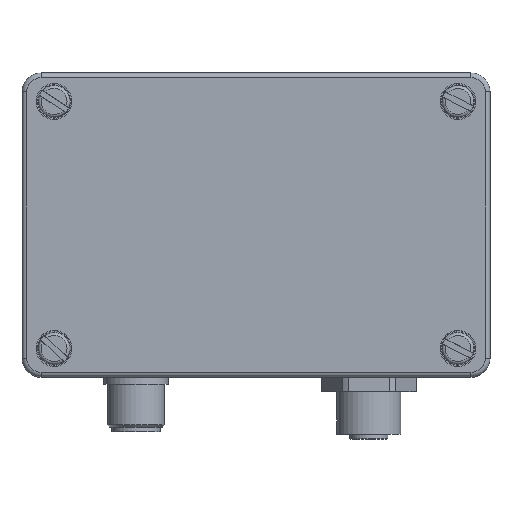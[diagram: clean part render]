
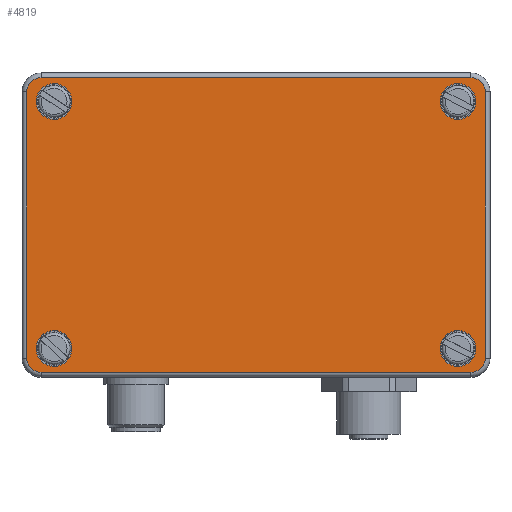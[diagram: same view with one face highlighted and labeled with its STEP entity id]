
A CAD part, top view. The second image highlights one B-rep face of the part: STEP entity #4819.
In plain terms, the highlighted planar face has unit normal (0, 0, 1).
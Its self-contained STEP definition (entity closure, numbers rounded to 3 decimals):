
#155=LINE('',#7795,#469);
#157=LINE('',#7815,#471);
#160=LINE('',#7822,#474);
#162=LINE('',#7837,#476);
#469=VECTOR('',#6149,10.);
#471=VECTOR('',#6173,10.);
#474=VECTOR('',#6180,10.);
#476=VECTOR('',#6200,10.);
#845=FACE_BOUND('',#1290,.T.);
#846=FACE_BOUND('',#1291,.T.);
#847=FACE_BOUND('',#1292,.T.);
#848=FACE_BOUND('',#1293,.T.);
#987=FACE_OUTER_BOUND('',#1289,.T.);
#1289=EDGE_LOOP('',(#3385,#3386,#3387,#3388,#3389,#3390,#3391,#3392));
#1290=EDGE_LOOP('',(#3393));
#1291=EDGE_LOOP('',(#3394));
#1292=EDGE_LOOP('',(#3395));
#1293=EDGE_LOOP('',(#3396));
#1612=CIRCLE('',#5213,3.75);
#1614=CIRCLE('',#5217,3.75);
#1616=CIRCLE('',#5221,3.75);
#1619=CIRCLE('',#5226,3.75);
#1624=CIRCLE('',#5234,3.);
#1628=CIRCLE('',#5239,3.);
#1632=CIRCLE('',#5246,3.);
#1636=CIRCLE('',#5251,3.);
#1988=VERTEX_POINT('',#7761);
#1990=VERTEX_POINT('',#7768);
#1992=VERTEX_POINT('',#7775);
#1995=VERTEX_POINT('',#7784);
#1998=VERTEX_POINT('',#7792);
#1999=VERTEX_POINT('',#7794);
#2002=VERTEX_POINT('',#7801);
#2003=VERTEX_POINT('',#7806);
#2006=VERTEX_POINT('',#7813);
#2007=VERTEX_POINT('',#7818);
#2010=VERTEX_POINT('',#7825);
#2011=VERTEX_POINT('',#7830);
#2496=EDGE_CURVE('',#1988,#1988,#1612,.T.);
#2499=EDGE_CURVE('',#1990,#1990,#1614,.T.);
#2502=EDGE_CURVE('',#1992,#1992,#1616,.T.);
#2506=EDGE_CURVE('',#1995,#1995,#1619,.T.);
#2510=EDGE_CURVE('',#1998,#1999,#155,.T.);
#2514=EDGE_CURVE('',#2002,#1998,#1624,.T.);
#2518=EDGE_CURVE('',#1999,#2003,#1628,.T.);
#2520=EDGE_CURVE('',#2006,#2002,#157,.T.);
#2524=EDGE_CURVE('',#2003,#2007,#160,.T.);
#2526=EDGE_CURVE('',#2010,#2006,#1632,.T.);
#2530=EDGE_CURVE('',#2007,#2011,#1636,.T.);
#2532=EDGE_CURVE('',#2011,#2010,#162,.T.);
#3385=ORIENTED_EDGE('',*,*,#2510,.F.);
#3386=ORIENTED_EDGE('',*,*,#2514,.F.);
#3387=ORIENTED_EDGE('',*,*,#2520,.F.);
#3388=ORIENTED_EDGE('',*,*,#2526,.F.);
#3389=ORIENTED_EDGE('',*,*,#2532,.F.);
#3390=ORIENTED_EDGE('',*,*,#2530,.F.);
#3391=ORIENTED_EDGE('',*,*,#2524,.F.);
#3392=ORIENTED_EDGE('',*,*,#2518,.F.);
#3393=ORIENTED_EDGE('',*,*,#2496,.T.);
#3394=ORIENTED_EDGE('',*,*,#2499,.T.);
#3395=ORIENTED_EDGE('',*,*,#2502,.T.);
#3396=ORIENTED_EDGE('',*,*,#2506,.T.);
#4351=PLANE('',#5253);
#4819=ADVANCED_FACE('',(#987,#845,#846,#847,#848),#4351,.T.);
#5213=AXIS2_PLACEMENT_3D('',#7762,#6109,#6110);
#5217=AXIS2_PLACEMENT_3D('',#7769,#6118,#6119);
#5221=AXIS2_PLACEMENT_3D('',#7776,#6127,#6128);
#5226=AXIS2_PLACEMENT_3D('',#7785,#6138,#6139);
#5234=AXIS2_PLACEMENT_3D('',#7803,#6157,#6158);
#5239=AXIS2_PLACEMENT_3D('',#7810,#6167,#6168);
#5246=AXIS2_PLACEMENT_3D('',#7827,#6185,#6186);
#5251=AXIS2_PLACEMENT_3D('',#7834,#6195,#6196);
#5253=AXIS2_PLACEMENT_3D('',#7838,#6201,#6202);
#6109=DIRECTION('center_axis',(0.,0.,
-1.));
#6110=DIRECTION('ref_axis',(1.,0.,0.));
#6118=DIRECTION('center_axis',(0.,0.,
-1.));
#6119=DIRECTION('ref_axis',(1.,0.,0.));
#6127=DIRECTION('center_axis',(0.,0.,
-1.));
#6128=DIRECTION('ref_axis',(1.,0.,0.));
#6138=DIRECTION('center_axis',(0.,0.,
-1.));
#6139=DIRECTION('ref_axis',(1.,0.,0.));
#6149=DIRECTION('',(1.,0.,0.));
#6157=DIRECTION('center_axis',(0.,0.,
-1.));
#6158=DIRECTION('ref_axis',(-0.707,0.707,0.));
#6167=DIRECTION('center_axis',(0.,0.,
-1.));
#6168=DIRECTION('ref_axis',(0.707,0.707,0.));
#6173=DIRECTION('',(0.,1.,0.));
#6180=DIRECTION('',(0.,-1.,0.));
#6185=DIRECTION('center_axis',(0.,0.,
-1.));
#6186=DIRECTION('ref_axis',(-0.707,-0.707,0.));
#6195=DIRECTION('center_axis',(0.,0.,
-1.));
#6196=DIRECTION('ref_axis',(0.707,-0.707,0.));
#6200=DIRECTION('',(-1.,0.,0.));
#6201=DIRECTION('center_axis',(0.,0.,
1.));
#6202=DIRECTION('ref_axis',(1.,0.,0.));
#7761=CARTESIAN_POINT('',(88.,6.,9.));
#7762=CARTESIAN_POINT('Origin',(91.75,6.,9.));
#7768=CARTESIAN_POINT('',(88.,58.,9.));
#7769=CARTESIAN_POINT('Origin',(91.75,58.,9.));
#7775=CARTESIAN_POINT('',(3.,6.,9.));
#7776=CARTESIAN_POINT('Origin',(6.75,6.,9.));
#7784=CARTESIAN_POINT('',(3.,58.,9.));
#7785=CARTESIAN_POINT('Origin',(6.75,58.,9.));
#7792=CARTESIAN_POINT('',(4.,63.,9.));
#7794=CARTESIAN_POINT('',(94.5,63.,9.));
#7795=CARTESIAN_POINT('',(26.625,63.,9.));
#7801=CARTESIAN_POINT('',(1.,60.,9.));
#7803=CARTESIAN_POINT('Origin',(4.,60.,9.));
#7806=CARTESIAN_POINT('',(97.5,60.,9.));
#7810=CARTESIAN_POINT('Origin',(94.5,60.,9.));
#7813=CARTESIAN_POINT('',(1.,4.,9.));
#7815=CARTESIAN_POINT('',(1.,18.,9.));
#7818=CARTESIAN_POINT('',(97.5,4.,9.));
#7822=CARTESIAN_POINT('',(97.5,46.,9.));
#7825=CARTESIAN_POINT('',(4.,1.,9.));
#7827=CARTESIAN_POINT('Origin',(4.,4.,9.));
#7830=CARTESIAN_POINT('',(94.5,1.,9.));
#7834=CARTESIAN_POINT('Origin',(94.5,4.,9.));
#7837=CARTESIAN_POINT('',(71.875,1.,9.));
#7838=CARTESIAN_POINT('Origin',(49.25,32.,9.));
